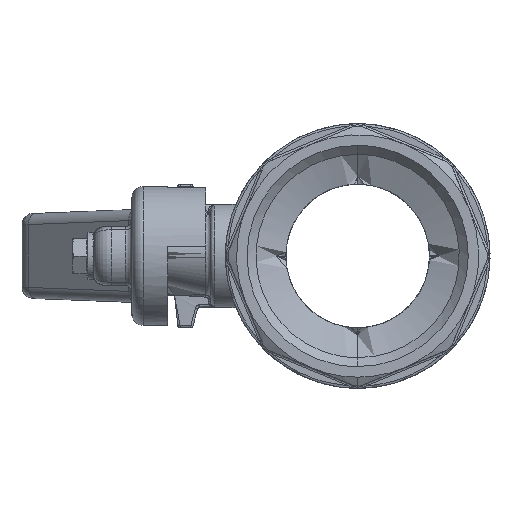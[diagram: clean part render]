
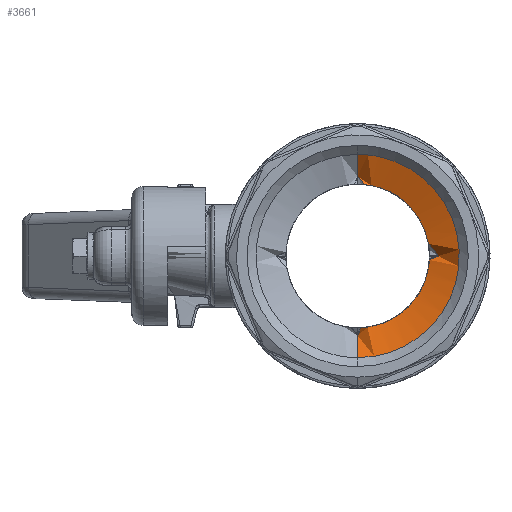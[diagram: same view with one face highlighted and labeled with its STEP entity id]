
A CAD part, left-side view. The second image highlights one B-rep face of the part: STEP entity #3661.
In plain terms, the highlighted conical face has half-angle 70 degrees and reference radius 16 mm.
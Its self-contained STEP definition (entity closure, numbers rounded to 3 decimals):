
#2188 = CARTESIAN_POINT ( 'NONE',  ( -25., -7.298, -21.493 ) ) ;
#2679 = CARTESIAN_POINT ( 'NONE',  ( -22.58, -16., 0. ) ) ;
#3447 = CARTESIAN_POINT ( 'NONE',  ( -22.58, -8.058, -13.981 ) ) ;
#3661 = ADVANCED_FACE ( 'NONE', ( #46971 ), #6369, .F. ) ;
#4264 = ORIENTED_EDGE ( 'NONE', *, *, #42575, .T. ) ;
#4841 = VERTEX_POINT ( 'NONE', #58941 ) ;
#6369 = CONICAL_SURFACE ( 'NONE', #48652, 16., 1.222 ) ;
#6548 = CARTESIAN_POINT ( 'NONE',  ( -25., -22.504, -2.965 ) ) ;
#6642 = CARTESIAN_POINT ( 'NONE',  ( -22.58, -9.833, 12.795 ) ) ;
#6751 = CARTESIAN_POINT ( 'NONE',  ( -25., -5.873, 21.926 ) ) ;
#7135 = CARTESIAN_POINT ( 'NONE',  ( -25., -18.009, -13.816 ) ) ;
#8277 = CARTESIAN_POINT ( 'NONE',  ( -25., 0., -22.65 ) ) ;
#9810 = B_SPLINE_CURVE_WITH_KNOTS ( 'NONE', 3,
 ( #39614, #48413, #44208, #58113, #48212, #30658, #3447, #43815, #48994, #21146 ),
 .UNSPECIFIED., .F., .F.,
 ( 4, 2, 2, 2, 4 ),
 ( 0.5, 0.625, 0.75, 0.875, 1. ),
 .UNSPECIFIED. ) ;
#10905 = VERTEX_POINT ( 'NONE', #47078 ) ;
#11160 = CARTESIAN_POINT ( 'NONE',  ( -25., -21.926, -5.873 ) ) ;
#11343 = CARTESIAN_POINT ( 'NONE',  ( -25., -1.482, 22.65 ) ) ;
#11739 = CARTESIAN_POINT ( 'NONE',  ( -25., -22.65, -1.482 ) ) ;
#12088 = EDGE_LOOP ( 'NONE', ( #31646, #24634, #4264, #38086, #52258 ) ) ;
#12862 = CARTESIAN_POINT ( 'NONE',  ( -24.193, 0., -20.433 ) ) ;
#15756 = VERTEX_POINT ( 'NONE', #53942 ) ;
#15924 = CARTESIAN_POINT ( 'NONE',  ( -25., -22.65, 1.482 ) ) ;
#16110 = CARTESIAN_POINT ( 'NONE',  ( -25., -11.351, 19.656 ) ) ;
#16301 = CARTESIAN_POINT ( 'NONE',  ( -25., -14.968, 17.064 ) ) ;
#16399 = CARTESIAN_POINT ( 'NONE',  ( -22.58, -4.188, 15.584 ) ) ;
#16793 = CARTESIAN_POINT ( 'NONE',  ( -25., 0., 22.65 ) ) ;
#17889 = B_SPLINE_CURVE_WITH_KNOTS ( 'NONE', 3,
 ( #33228, #42369, #24280, #33428, #2188, #29798, #29610, #34386, #52106, #20859, #7135, #25236, #25049, #38929, #11160, #6548, #11739, #15924, #56688, #43543, #56506, #25429, #29229, #24845, #52489, #16301, #52689, #16110, #48129, #33815, #6751, #56871, #11343, #38550 ),
 .UNSPECIFIED., .F., .F.,
 ( 4, 2, 2, 2, 2, 2, 2, 2, 2, 2, 2, 2, 2, 2, 2, 2, 4 ),
 ( 0., 0.062, 0.125, 0.187, 0.25, 0.312, 0.375, 0.437, 0.5, 0.562, 0.625, 0.687, 0.75, 0.812, 0.875, 0.937, 1. ),
 .UNSPECIFIED. ) ;
#18789 = CARTESIAN_POINT ( 'NONE',  ( -21.402, 0., -17.733 ) ) ;
#20554 = CARTESIAN_POINT ( 'NONE',  ( -22.58, -15.584, 4.188 ) ) ;
#20859 = CARTESIAN_POINT ( 'NONE',  ( -25., -17.064, -14.968 ) ) ;
#21146 = CARTESIAN_POINT ( 'NONE',  ( -22.58, 0., -16. ) ) ;
#22000 = CARTESIAN_POINT ( 'NONE',  ( -24.193, 0., 20.433 ) ) ;
#24280 = CARTESIAN_POINT ( 'NONE',  ( -25., -2.965, -22.504 ) ) ;
#24634 = ORIENTED_EDGE ( 'NONE', *, *, #49765, .T. ) ;
#24845 = CARTESIAN_POINT ( 'NONE',  ( -25., -18.009, 13.816 ) ) ;
#25049 = CARTESIAN_POINT ( 'NONE',  ( -25., -20.359, -10.037 ) ) ;
#25236 = CARTESIAN_POINT ( 'NONE',  ( -25., -19.656, -11.351 ) ) ;
#25429 = CARTESIAN_POINT ( 'NONE',  ( -25., -20.359, 10.037 ) ) ;
#26510 = B_SPLINE_CURVE_WITH_KNOTS ( 'NONE', 3,
 ( #2679, #52007, #20554, #56781, #52390, #6642, #29703, #16399, #38262, #43448 ),
 .UNSPECIFIED., .F., .F.,
 ( 4, 2, 2, 2, 4 ),
 ( 0.5, 0.625, 0.75, 0.875, 1. ),
 .UNSPECIFIED. ) ;
#28224 = CARTESIAN_POINT ( 'NONE',  ( -22.58, 0., 0. ) ) ;
#29229 = CARTESIAN_POINT ( 'NONE',  ( -25., -19.656, 11.351 ) ) ;
#29610 = CARTESIAN_POINT ( 'NONE',  ( -25., -11.351, -19.656 ) ) ;
#29703 = CARTESIAN_POINT ( 'NONE',  ( -22.58, -8.058, 13.981 ) ) ;
#29798 = CARTESIAN_POINT ( 'NONE',  ( -25., -10.037, -20.359 ) ) ;
#30053 = VERTEX_POINT ( 'NONE', #16793 ) ;
#30658 = CARTESIAN_POINT ( 'NONE',  ( -22.58, -9.833, -12.795 ) ) ;
#31646 = ORIENTED_EDGE ( 'NONE', *, *, #42631, .T. ) ;
#33228 = CARTESIAN_POINT ( 'NONE',  ( -25., 0., -22.65 ) ) ;
#33428 = CARTESIAN_POINT ( 'NONE',  ( -25., -5.873, -21.926 ) ) ;
#33815 = CARTESIAN_POINT ( 'NONE',  ( -25., -7.298, 21.493 ) ) ;
#34386 = CARTESIAN_POINT ( 'NONE',  ( -25., -13.816, -18.009 ) ) ;
#38086 = ORIENTED_EDGE ( 'NONE', *, *, #55158, .F. ) ;
#38262 = CARTESIAN_POINT ( 'NONE',  ( -22.58, -2.094, 16. ) ) ;
#38550 = CARTESIAN_POINT ( 'NONE',  ( -25., 0., 22.65 ) ) ;
#38929 = CARTESIAN_POINT ( 'NONE',  ( -25., -21.493, -7.298 ) ) ;
#39614 = CARTESIAN_POINT ( 'NONE',  ( -22.58, -16., 0. ) ) ;
#40268 = CARTESIAN_POINT ( 'NONE',  ( -23.386, 0., 18.217 ) ) ;
#40666 = CARTESIAN_POINT ( 'NONE',  ( -22.58, 0., -16. ) ) ;
#41773 = DIRECTION ( 'NONE',  ( -1., 0., 0. ) ) ;
#42369 = CARTESIAN_POINT ( 'NONE',  ( -25., -1.482, -22.65 ) ) ;
#42575 = EDGE_CURVE ( 'NONE', #30053, #10905, #49190, .T. ) ;
#42631 = EDGE_CURVE ( 'NONE', #45557, #15756, #54933, .T. ) ;
#43448 = CARTESIAN_POINT ( 'NONE',  ( -22.58, 0., 16. ) ) ;
#43543 = CARTESIAN_POINT ( 'NONE',  ( -25., -21.926, 5.873 ) ) ;
#43815 = CARTESIAN_POINT ( 'NONE',  ( -22.58, -4.188, -15.584 ) ) ;
#44208 = CARTESIAN_POINT ( 'NONE',  ( -22.58, -15.584, -4.188 ) ) ;
#44869 = CARTESIAN_POINT ( 'NONE',  ( -22.58, 0., 16. ) ) ;
#45270 = CARTESIAN_POINT ( 'NONE',  ( -23.386, 0., -18.217 ) ) ;
#45557 = VERTEX_POINT ( 'NONE', #18789 ) ;
#46971 = FACE_OUTER_BOUND ( 'NONE', #12088, .T. ) ;
#47078 = CARTESIAN_POINT ( 'NONE',  ( -21.402, 0., 17.733 ) ) ;
#48129 = CARTESIAN_POINT ( 'NONE',  ( -25., -10.037, 20.359 ) ) ;
#48212 = CARTESIAN_POINT ( 'NONE',  ( -22.58, -12.795, -9.833 ) ) ;
#48413 = CARTESIAN_POINT ( 'NONE',  ( -22.58, -16., -2.094 ) ) ;
#48652 = AXIS2_PLACEMENT_3D ( 'NONE', #28224, #41773, #55710 ) ;
#48994 = CARTESIAN_POINT ( 'NONE',  ( -22.58, -2.094, -16. ) ) ;
#49190 = B_SPLINE_CURVE_WITH_KNOTS ( 'NONE', 3,
 ( #49655, #22000, #40268, #44869 ),
 .UNSPECIFIED., .F., .F.,
 ( 4, 4 ),
 ( 0., 1. ),
 .UNSPECIFIED. ) ;
#49655 = CARTESIAN_POINT ( 'NONE',  ( -25., 0., 22.65 ) ) ;
#49765 = EDGE_CURVE ( 'NONE', #15756, #30053, #17889, .T. ) ;
#52007 = CARTESIAN_POINT ( 'NONE',  ( -22.58, -16., 2.094 ) ) ;
#52106 = CARTESIAN_POINT ( 'NONE',  ( -25., -14.968, -17.064 ) ) ;
#52258 = ORIENTED_EDGE ( 'NONE', *, *, #54716, .T. ) ;
#52390 = CARTESIAN_POINT ( 'NONE',  ( -22.58, -12.795, 9.833 ) ) ;
#52489 = CARTESIAN_POINT ( 'NONE',  ( -25., -17.064, 14.968 ) ) ;
#52689 = CARTESIAN_POINT ( 'NONE',  ( -25., -13.816, 18.009 ) ) ;
#53942 = CARTESIAN_POINT ( 'NONE',  ( -25., 0., -22.65 ) ) ;
#54716 = EDGE_CURVE ( 'NONE', #4841, #45557, #9810, .T. ) ;
#54933 = B_SPLINE_CURVE_WITH_KNOTS ( 'NONE', 3,
 ( #40666, #45270, #12862, #8277 ),
 .UNSPECIFIED., .F., .F.,
 ( 4, 4 ),
 ( 0., 1. ),
 .UNSPECIFIED. ) ;
#55158 = EDGE_CURVE ( 'NONE', #4841, #10905, #26510, .T. ) ;
#55710 = DIRECTION ( 'NONE',  ( 0., 0., 1. ) ) ;
#56506 = CARTESIAN_POINT ( 'NONE',  ( -25., -21.493, 7.298 ) ) ;
#56688 = CARTESIAN_POINT ( 'NONE',  ( -25., -22.504, 2.965 ) ) ;
#56781 = CARTESIAN_POINT ( 'NONE',  ( -22.58, -13.981, 8.058 ) ) ;
#56871 = CARTESIAN_POINT ( 'NONE',  ( -25., -2.965, 22.504 ) ) ;
#58113 = CARTESIAN_POINT ( 'NONE',  ( -22.58, -13.981, -8.058 ) ) ;
#58941 = CARTESIAN_POINT ( 'NONE',  ( -20.641, -18.025, 0. ) ) ;
